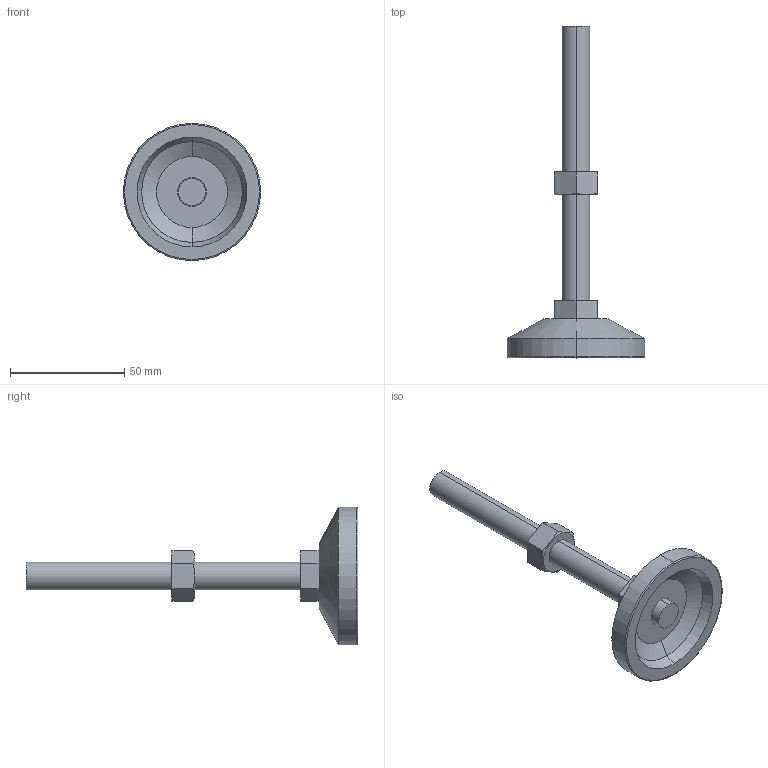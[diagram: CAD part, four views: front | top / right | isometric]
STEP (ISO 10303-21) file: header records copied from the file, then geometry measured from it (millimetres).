
FILE_DESCRIPTION (( 'STEP AP203' ), '1' );
FILE_NAME ('KC-275-B-7.STEP', '2009-07-28T02:32:53', ( ' ' ), ( ' ' ), 'SwSTEP 2.0', 'SolidWorks 2007', '' );
FILE_SCHEMA (( 'CONFIG_CONTROL_DESIGN' ));
Length unit declared in the file: millimetre
Products named in the file (4): KC-275-B-7儀乕僗__棉太倌; KC-275-B-7儃儖僩__棉太倌; KC-275-B-7; 六角ナットM12（1種）_JIS B 1181 Hexagon nut - Class 1 Regular M12 --S
Assembly tree (3 placements, depth 2):
  KC-275-B-7
    KC-275-B-7儀乕僗__棉太倌
    KC-275-B-7儃儖僩__棉太倌
    六角ナットM12（1種）_JIS B 1181 Hexagon nut - Class 1 Regular M12 --S
Bounding box: 60 x 145 x 60 mm (x, y, z)
Volume: 44893 mm3; surface area: 15891.1 mm2
Topology: 3 solids, 3 shells, 87 faces, 180 edges, 102 vertices
Faces by surface type: cone 42, cylinder 22, plane 21, torus 2
Entity records: 2732 total; most frequent: CARTESIAN_POINT 447, DIRECTION 434, ORIENTED_EDGE 360, EDGE_CURVE 180, AXIS2_PLACEMENT_3D 173, VERTEX_POINT 102, EDGE_LOOP 94, VECTOR 88
